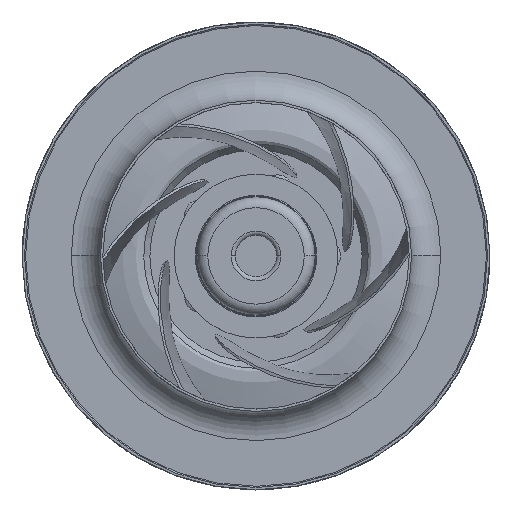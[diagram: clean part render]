
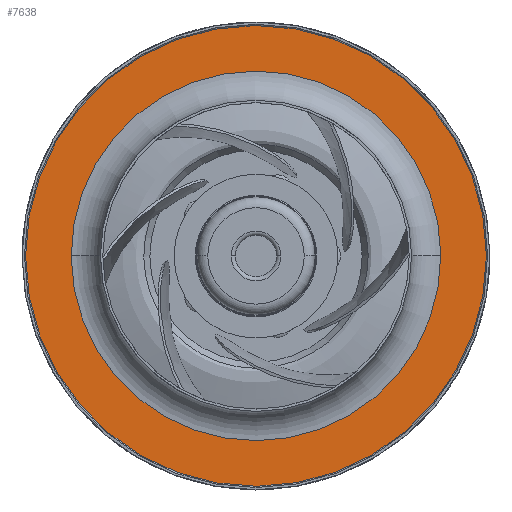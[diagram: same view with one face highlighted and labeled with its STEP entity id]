
A CAD part, top view. The second image highlights one B-rep face of the part: STEP entity #7638.
In plain terms, the highlighted face is planar.
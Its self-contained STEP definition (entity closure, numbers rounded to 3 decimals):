
#3502=CARTESIAN_POINT('',(0.,94.,0.));
#3503=DIRECTION('',(0.,-1.,0.));
#3504=DIRECTION('',(1.,0.,-0.006));
#3505=AXIS2_PLACEMENT_3D('',#3502,#3503,#3504);
#3522=CARTESIAN_POINT('',(0.,94.,0.));
#3523=DIRECTION('',(0.,-1.,0.));
#3524=DIRECTION('',(-1.,0.,0.006));
#3525=AXIS2_PLACEMENT_3D('',#3522,#3523,#3524);
#3536=CARTESIAN_POINT('',(0.,94.,0.));
#3537=DIRECTION('',(0.,-1.,0.));
#3538=DIRECTION('',(-1.,0.,0.));
#3539=AXIS2_PLACEMENT_3D('',#3536,#3537,#3538);
#3541=CARTESIAN_POINT('',(0.,94.,0.));
#3542=DIRECTION('',(0.,-1.,0.));
#3543=DIRECTION('',(1.,0.,0.));
#3544=AXIS2_PLACEMENT_3D('',#3541,#3542,#3543);
#3546=CARTESIAN_POINT('',(0.,94.,0.));
#3547=DIRECTION('',(0.,1.,0.));
#3548=DIRECTION('',(-1.,0.,0.006));
#3549=AXIS2_PLACEMENT_3D('',#3546,#3547,#3548);
#3551=CARTESIAN_POINT('',(0.,94.,0.));
#3552=DIRECTION('',(0.,1.,0.));
#3553=DIRECTION('',(1.,0.,-0.006));
#3554=AXIS2_PLACEMENT_3D('',#3551,#3552,#3553);
#3556=CARTESIAN_POINT('',(0.,94.,0.));
#3557=DIRECTION('',(0.,1.,0.));
#3558=DIRECTION('',(1.,0.,0.));
#3559=AXIS2_PLACEMENT_3D('',#3556,#3557,#3558);
#3571=CARTESIAN_POINT('',(0.,94.,0.));
#3572=DIRECTION('',(0.,1.,0.));
#3573=DIRECTION('',(-1.,0.,0.));
#3574=AXIS2_PLACEMENT_3D('',#3571,#3572,#3573);
#5505=CARTESIAN_POINT('',(197.,94.,0.));
#5506=CARTESIAN_POINT('',(-196.995,94.,1.347));
#5507=VERTEX_POINT('',#5505);
#5508=VERTEX_POINT('',#5506);
#5509=CARTESIAN_POINT('',(-197.,94.,0.));
#5510=VERTEX_POINT('',#5509);
#5511=CARTESIAN_POINT('',(196.995,94.,-1.347));
#5512=VERTEX_POINT('',#5511);
#5513=CARTESIAN_POINT('',(-157.997,94.,1.024));
#5514=CARTESIAN_POINT('',(158.,94.,0.));
#5515=VERTEX_POINT('',#5513);
#5516=VERTEX_POINT('',#5514);
#5517=CARTESIAN_POINT('',(-158.,94.,0.));
#5518=VERTEX_POINT('',#5517);
#5519=CARTESIAN_POINT('',(157.997,94.,-1.024));
#5520=VERTEX_POINT('',#5519);
#7617=CARTESIAN_POINT('',(0.,94.,0.));
#7618=DIRECTION('',(0.,1.,0.));
#7619=DIRECTION('',(1.,0.,0.));
#7620=AXIS2_PLACEMENT_3D('',#7617,#7618,#7619);
#7621=PLANE('',#7620);
#7623=ORIENTED_EDGE('',*,*,#7622,.T.);
#7625=ORIENTED_EDGE('',*,*,#7624,.F.);
#7627=ORIENTED_EDGE('',*,*,#7626,.T.);
#7629=ORIENTED_EDGE('',*,*,#7628,.F.);
#7630=EDGE_LOOP('',(#7623,#7625,#7627,#7629));
#7631=FACE_OUTER_BOUND('',#7630,.F.);
#7632=ORIENTED_EDGE('',*,*,#7598,.F.);
#7633=ORIENTED_EDGE('',*,*,#7596,.T.);
#7634=ORIENTED_EDGE('',*,*,#7579,.F.);
#7635=ORIENTED_EDGE('',*,*,#7577,.T.);
#7636=EDGE_LOOP('',(#7632,#7633,#7634,#7635));
#7637=FACE_BOUND('',#7636,.F.);
#3506=CIRCLE('',#3505,158.);
#3526=CIRCLE('',#3525,158.);
#3540=CIRCLE('',#3539,197.);
#3545=CIRCLE('',#3544,197.);
#3550=CIRCLE('',#3549,158.);
#3555=CIRCLE('',#3554,158.);
#3560=CIRCLE('',#3559,197.);
#3575=CIRCLE('',#3574,197.);
#7577=EDGE_CURVE('',#5520,#5518,#3555,.T.);
#7579=EDGE_CURVE('',#5520,#5516,#3506,.T.);
#7596=EDGE_CURVE('',#5515,#5516,#3550,.T.);
#7598=EDGE_CURVE('',#5515,#5518,#3526,.T.);
#7622=EDGE_CURVE('',#5510,#5512,#3540,.T.);
#7624=EDGE_CURVE('',#5507,#5512,#3560,.T.);
#7626=EDGE_CURVE('',#5507,#5508,#3545,.T.);
#7628=EDGE_CURVE('',#5510,#5508,#3575,.T.);
#7638=ADVANCED_FACE('',(#7631,#7637),#7621,.T.);
